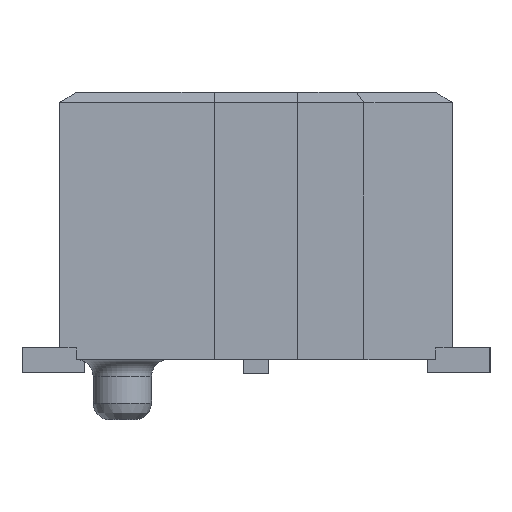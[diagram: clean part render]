
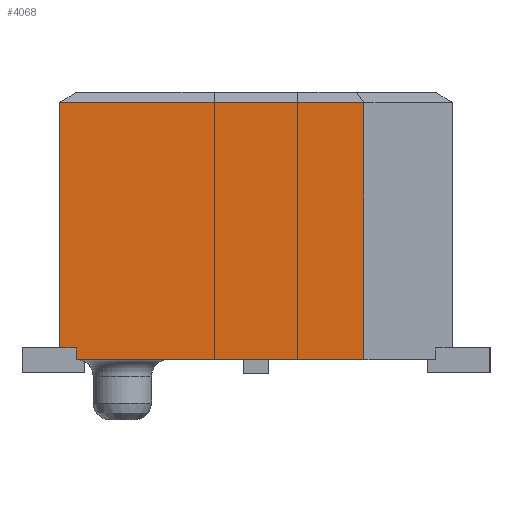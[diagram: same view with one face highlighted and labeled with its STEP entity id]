
A CAD part, left-side view. The second image highlights one B-rep face of the part: STEP entity #4068.
In plain terms, the highlighted planar face has unit normal (-1, 0, 0).
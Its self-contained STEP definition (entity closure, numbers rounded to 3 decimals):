
#3871=CARTESIAN_POINT('',(-40.005,-1.64,4.108));
#3872=VERTEX_POINT('',#3871);
#3879=CARTESIAN_POINT('',(-40.005,-1.64,0.203));
#3880=VERTEX_POINT('',#3879);
#3881=CARTESIAN_POINT('',(-40.005,-1.64,4.108));
#3882=DIRECTION('',(0.0,0.0,-1.0));
#3883=VECTOR('',#3882,3.905);
#3884=LINE('',#3881,#3883);
#3885=EDGE_CURVE('',#3872,#3880,#3884,.T.);
#4006=CARTESIAN_POINT('',(-40.005,2.984,0.381));
#4007=VERTEX_POINT('',#4006);
#4014=CARTESIAN_POINT('',(-40.005,2.984,4.108));
#4015=VERTEX_POINT('',#4014);
#4016=CARTESIAN_POINT('',(-40.005,2.984,4.108));
#4017=DIRECTION('',(0.0,0.0,-1.0));
#4018=VECTOR('',#4017,3.727);
#4019=LINE('',#4016,#4018);
#4020=EDGE_CURVE('',#4015,#4007,#4019,.T.);
#4031=CARTESIAN_POINT('',(-40.005,-1.872,0.008));
#4032=DIRECTION('',(1.0,0.0,0.0));
#4033=DIRECTION('',(0.0,1.0,0.0));
#4034=AXIS2_PLACEMENT_3D('',#4031,#4032,#4033);
#4035=PLANE('',#4034);
#4036=ORIENTED_EDGE('',*,*,#4020,.T.);
#4037=CARTESIAN_POINT('',(-40.005,2.73,0.381));
#4038=VERTEX_POINT('',#4037);
#4039=CARTESIAN_POINT('',(-40.005,2.984,0.381));
#4040=DIRECTION('',(0.0,-1.0,0.0));
#4041=VECTOR('',#4040,0.254);
#4042=LINE('',#4039,#4041);
#4043=EDGE_CURVE('',#4007,#4038,#4042,.T.);
#4044=ORIENTED_EDGE('',*,*,#4043,.T.);
#4045=CARTESIAN_POINT('',(-40.005,2.73,0.203));
#4046=VERTEX_POINT('',#4045);
#4047=CARTESIAN_POINT('',(-40.005,2.73,0.381));
#4048=DIRECTION('',(0.0,0.0,-1.0));
#4049=VECTOR('',#4048,0.178);
#4050=LINE('',#4047,#4049);
#4051=EDGE_CURVE('',#4038,#4046,#4050,.T.);
#4052=ORIENTED_EDGE('',*,*,#4051,.T.);
#4053=CARTESIAN_POINT('',(-40.005,2.73,0.203));
#4054=DIRECTION('',(0.0,-1.0,0.0));
#4055=VECTOR('',#4054,4.371);
#4056=LINE('',#4053,#4055);
#4057=EDGE_CURVE('',#4046,#3880,#4056,.T.);
#4058=ORIENTED_EDGE('',*,*,#4057,.T.);
#4059=ORIENTED_EDGE('',*,*,#3885,.F.);
#4060=CARTESIAN_POINT('',(-40.005,-1.64,4.108));
#4061=DIRECTION('',(0.0,1.0,0.0));
#4062=VECTOR('',#4061,4.625);
#4063=LINE('',#4060,#4062);
#4064=EDGE_CURVE('',#3872,#4015,#4063,.T.);
#4065=ORIENTED_EDGE('',*,*,#4064,.T.);
#4066=EDGE_LOOP('',(#4036,#4044,#4052,#4058,#4059,#4065));
#4067=FACE_OUTER_BOUND('',#4066,.T.);
#4068=ADVANCED_FACE('',(#4067),#4035,.F.);
